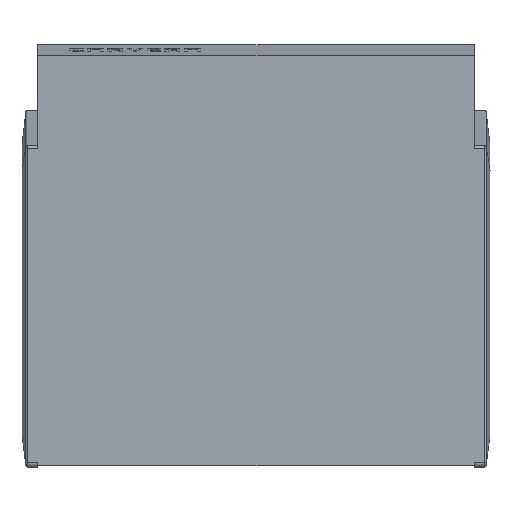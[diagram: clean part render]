
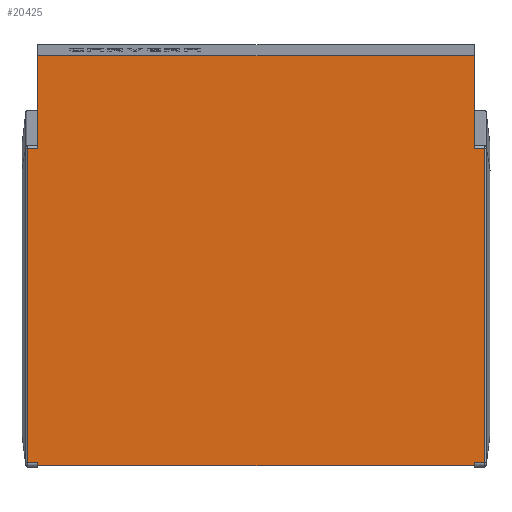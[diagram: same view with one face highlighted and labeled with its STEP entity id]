
A CAD part, front view. The second image highlights one B-rep face of the part: STEP entity #20425.
In plain terms, the highlighted planar face has unit normal (0, -1, 0).
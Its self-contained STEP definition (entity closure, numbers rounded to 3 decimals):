
#500=FACE_OUTER_BOUND('',#1568,.T.);
#1568=EDGE_LOOP('',(#13570,#13571,#13572,#13573,#13574,#13575,#13576,#13577,
#13578,#13579,#13580,#13581));
#2698=LINE('',#28316,#5521);
#2699=LINE('',#28318,#5522);
#2700=LINE('',#28320,#5523);
#2701=LINE('',#28322,#5524);
#2702=LINE('',#28324,#5525);
#2703=LINE('',#28326,#5526);
#2704=LINE('',#28328,#5527);
#2705=LINE('',#28330,#5528);
#2706=LINE('',#28332,#5529);
#2707=LINE('',#28334,#5530);
#2708=LINE('',#28336,#5531);
#2709=LINE('',#28337,#5532);
#5521=VECTOR('',#23015,1000.);
#5522=VECTOR('',#23016,1000.);
#5523=VECTOR('',#23017,1000.);
#5524=VECTOR('',#23018,1000.);
#5525=VECTOR('',#23019,1000.);
#5526=VECTOR('',#23020,1000.);
#5527=VECTOR('',#23021,1000.);
#5528=VECTOR('',#23022,1000.);
#5529=VECTOR('',#23023,1000.);
#5530=VECTOR('',#23024,1000.);
#5531=VECTOR('',#23025,1000.);
#5532=VECTOR('',#23026,1000.);
#8318=VERTEX_POINT('',#28314);
#8319=VERTEX_POINT('',#28315);
#8320=VERTEX_POINT('',#28317);
#8321=VERTEX_POINT('',#28319);
#8322=VERTEX_POINT('',#28321);
#8323=VERTEX_POINT('',#28323);
#8324=VERTEX_POINT('',#28325);
#8325=VERTEX_POINT('',#28327);
#8326=VERTEX_POINT('',#28329);
#8327=VERTEX_POINT('',#28331);
#8328=VERTEX_POINT('',#28333);
#8329=VERTEX_POINT('',#28335);
#10384=EDGE_CURVE('',#8318,#8319,#2698,.T.);
#10385=EDGE_CURVE('',#8319,#8320,#2699,.T.);
#10386=EDGE_CURVE('',#8320,#8321,#2700,.T.);
#10387=EDGE_CURVE('',#8321,#8322,#2701,.T.);
#10388=EDGE_CURVE('',#8322,#8323,#2702,.T.);
#10389=EDGE_CURVE('',#8323,#8324,#2703,.T.);
#10390=EDGE_CURVE('',#8324,#8325,#2704,.T.);
#10391=EDGE_CURVE('',#8325,#8326,#2705,.T.);
#10392=EDGE_CURVE('',#8326,#8327,#2706,.T.);
#10393=EDGE_CURVE('',#8327,#8328,#2707,.T.);
#10394=EDGE_CURVE('',#8328,#8329,#2708,.T.);
#10395=EDGE_CURVE('',#8329,#8318,#2709,.T.);
#13570=ORIENTED_EDGE('',*,*,#10384,.T.);
#13571=ORIENTED_EDGE('',*,*,#10385,.T.);
#13572=ORIENTED_EDGE('',*,*,#10386,.T.);
#13573=ORIENTED_EDGE('',*,*,#10387,.T.);
#13574=ORIENTED_EDGE('',*,*,#10388,.T.);
#13575=ORIENTED_EDGE('',*,*,#10389,.T.);
#13576=ORIENTED_EDGE('',*,*,#10390,.T.);
#13577=ORIENTED_EDGE('',*,*,#10391,.T.);
#13578=ORIENTED_EDGE('',*,*,#10392,.T.);
#13579=ORIENTED_EDGE('',*,*,#10393,.T.);
#13580=ORIENTED_EDGE('',*,*,#10394,.T.);
#13581=ORIENTED_EDGE('',*,*,#10395,.T.);
#19470=PLANE('',#21584);
#20425=ADVANCED_FACE('',(#500),#19470,.T.);
#21584=AXIS2_PLACEMENT_3D('',#28313,#23013,#23014);
#23013=DIRECTION('center_axis',(0.,-1.,0.));
#23014=DIRECTION('ref_axis',(0.,0.,-1.));
#23015=DIRECTION('',(0.,0.,1.));
#23016=DIRECTION('',(1.,0.,0.));
#23017=DIRECTION('',(0.,0.,1.));
#23018=DIRECTION('',(-1.,0.,0.));
#23019=DIRECTION('',(0.,0.,1.));
#23020=DIRECTION('',(-1.,0.,0.));
#23021=DIRECTION('',(0.,0.,-1.));
#23022=DIRECTION('',(-1.,0.,0.));
#23023=DIRECTION('',(0.,0.,-1.));
#23024=DIRECTION('',(1.,0.,0.));
#23025=DIRECTION('',(0.,0.,-1.));
#23026=DIRECTION('',(1.,0.,0.));
#28313=CARTESIAN_POINT('Origin',(-296.119,0.,-1073.079));
#28314=CARTESIAN_POINT('',(211.202,0.,-556.734));
#28315=CARTESIAN_POINT('',(211.202,0.,-544.));
#28316=CARTESIAN_POINT('',(211.202,0.,-1073.079));
#28317=CARTESIAN_POINT('',(214.42,0.,-544.));
#28318=CARTESIAN_POINT('',(-296.119,0.,-544.));
#28319=CARTESIAN_POINT('',(214.42,0.,0.));
#28320=CARTESIAN_POINT('',(214.42,0.,-1073.079));
#28321=CARTESIAN_POINT('',(211.202,0.,0.));
#28322=CARTESIAN_POINT('',(-296.119,0.,0.));
#28323=CARTESIAN_POINT('',(211.202,0.,12.734));
#28324=CARTESIAN_POINT('',(211.202,0.,-1073.079));
#28325=CARTESIAN_POINT('',(-179.965,0.,12.734));
#28326=CARTESIAN_POINT('',(-296.119,0.,12.734));
#28327=CARTESIAN_POINT('',(-179.965,0.,0.));
#28328=CARTESIAN_POINT('',(-179.965,0.,-1073.079));
#28329=CARTESIAN_POINT('',(-296.119,0.,0.));
#28330=CARTESIAN_POINT('',(-296.119,0.,0.));
#28331=CARTESIAN_POINT('',(-296.119,0.,-544.));
#28332=CARTESIAN_POINT('',(-296.119,0.,-1073.079));
#28333=CARTESIAN_POINT('',(-179.965,0.,-544.));
#28334=CARTESIAN_POINT('',(-296.119,0.,-544.));
#28335=CARTESIAN_POINT('',(-179.965,0.,-556.734));
#28336=CARTESIAN_POINT('',(-179.965,0.,-1073.079));
#28337=CARTESIAN_POINT('',(-296.119,0.,-556.734));
